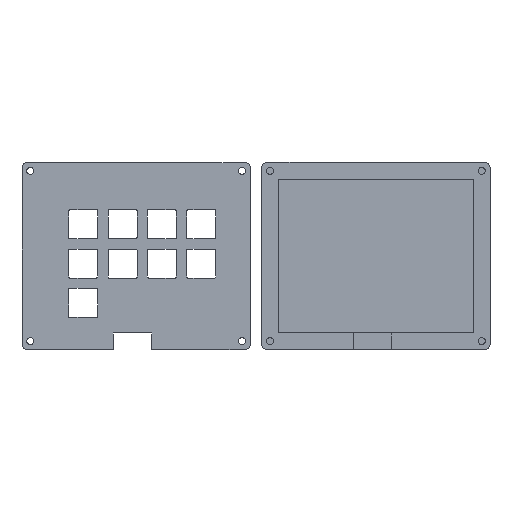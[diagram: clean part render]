
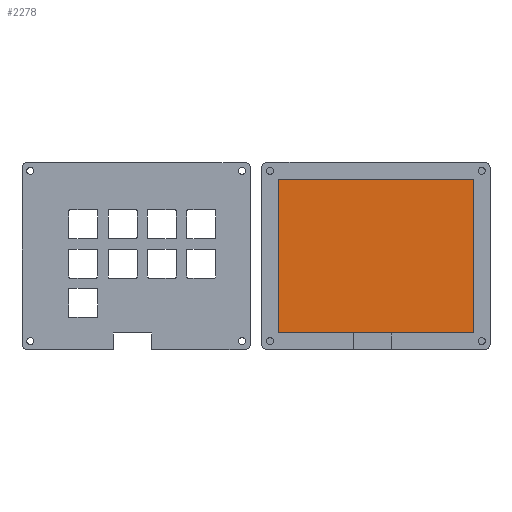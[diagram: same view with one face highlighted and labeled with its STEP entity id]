
A CAD part, top view. The second image highlights one B-rep face of the part: STEP entity #2278.
In plain terms, the highlighted planar face has unit normal (0, 0, 1).
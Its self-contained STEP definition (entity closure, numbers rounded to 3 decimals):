
#324=FACE_OUTER_BOUND('',#470,.T.);
#470=EDGE_LOOP('',(#2088,#2089,#2090,#2091));
#679=LINE('',#3803,#899);
#681=LINE('',#3807,#901);
#683=LINE('',#3811,#903);
#689=LINE('',#3830,#909);
#899=VECTOR('',#3130,10.);
#901=VECTOR('',#3134,10.);
#903=VECTOR('',#3138,10.);
#909=VECTOR('',#3162,10.);
#1120=VERTEX_POINT('',#3800);
#1121=VERTEX_POINT('',#3802);
#1122=VERTEX_POINT('',#3806);
#1123=VERTEX_POINT('',#3810);
#1435=EDGE_CURVE('',#1121,#1120,#679,.T.);
#1437=EDGE_CURVE('',#1122,#1121,#681,.T.);
#1439=EDGE_CURVE('',#1123,#1122,#683,.T.);
#1449=EDGE_CURVE('',#1120,#1123,#689,.T.);
#2088=ORIENTED_EDGE('',*,*,#1439,.T.);
#2089=ORIENTED_EDGE('',*,*,#1437,.T.);
#2090=ORIENTED_EDGE('',*,*,#1435,.T.);
#2091=ORIENTED_EDGE('',*,*,#1449,.T.);
#2162=PLANE('',#2514);
#2278=ADVANCED_FACE('',(#324),#2162,.T.);
#2514=AXIS2_PLACEMENT_3D('',#3839,#3177,#3178);
#3130=DIRECTION('',(1.,0.,0.));
#3134=DIRECTION('',(0.,-1.,0.));
#3138=DIRECTION('',(-1.,0.,0.));
#3162=DIRECTION('',(0.,1.,0.));
#3177=DIRECTION('center_axis',(0.,0.,1.));
#3178=DIRECTION('ref_axis',(1.,0.,0.));
#3800=CARTESIAN_POINT('',(47.25,-37.25,1.5));
#3802=CARTESIAN_POINT('',(-47.25,-37.25,1.5));
#3803=CARTESIAN_POINT('',(23.625,-37.25,1.5));
#3806=CARTESIAN_POINT('',(-47.25,37.25,1.5));
#3807=CARTESIAN_POINT('',(-47.25,-18.625,1.5));
#3810=CARTESIAN_POINT('',(47.25,37.25,1.5));
#3811=CARTESIAN_POINT('',(-23.625,37.25,1.5));
#3830=CARTESIAN_POINT('',(47.25,18.625,1.5));
#3839=CARTESIAN_POINT('Origin',(0.,0.,1.5));
